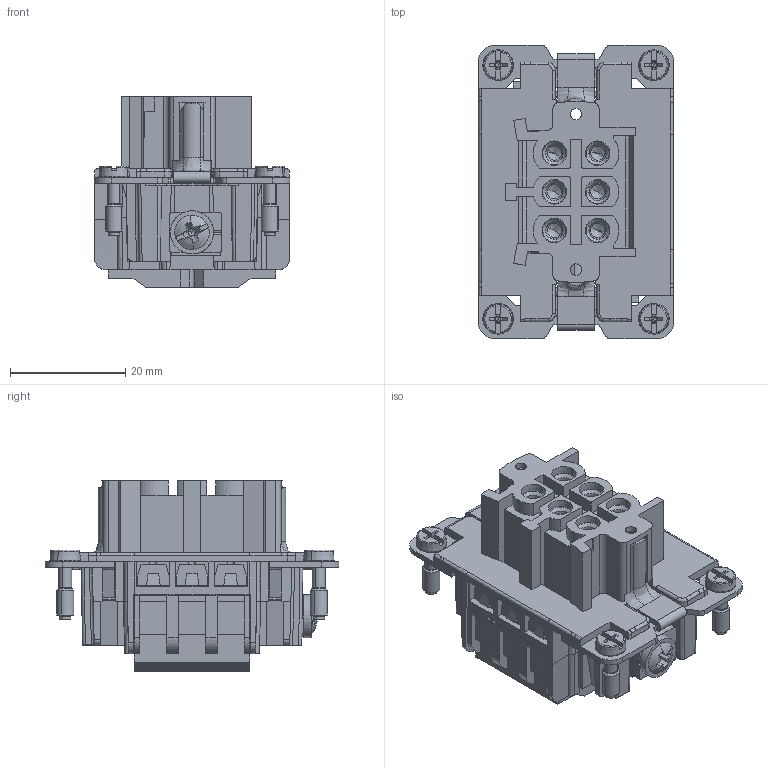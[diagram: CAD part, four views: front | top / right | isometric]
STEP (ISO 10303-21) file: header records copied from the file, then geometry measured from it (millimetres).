
FILE_DESCRIPTION(('CATIA V5 STEP Exchange','CAx-IF Rec.Pracs.--- Model Styling and Organization---1.5--- 2016-08-15','CAx-IF Rec.Pracs.---Supplemental Geometry---1.0---2011-11-01','CAx-IF Rec.Pracs.--- Composite Materials ---1.1---2010-07-15'),'2;1');
FILE_NAME ('13502912_4', '2025-08-22T05:39:56+00:00', ('none'), ('Weidmueller'), 'CATIA Version 5-6 Release 2024 SP4', 'CATIA V5 STEP AP214 v3', 'none');
FILE_SCHEMA(('AUTOMOTIVE_DESIGN { 1 0 10303 214 1 1 1 1 }'));
Products named in the file (1): 1745760000
Bounding box: 34 x 51 x 33 mm (x, y, z)
Volume: 17154.5 mm3; surface area: 27218.1 mm2
Topology: 1 solids, 1 shells, 3056 faces, 9537 edges, 6262 vertices
Faces by surface type: plane 2093, cylinder 618, cone 193, torus 64, sphere 38, bspline 32, extrusion 10, revolution 8
Entity records: 104902 total; most frequent: CARTESIAN_POINT 25801, ORIENTED_EDGE 18956, DIRECTION 12604, EDGE_CURVE 9478, VECTOR 7033, LINE 7023, VERTEX_POINT 6262, AXIS2_PLACEMENT_3D 3547
